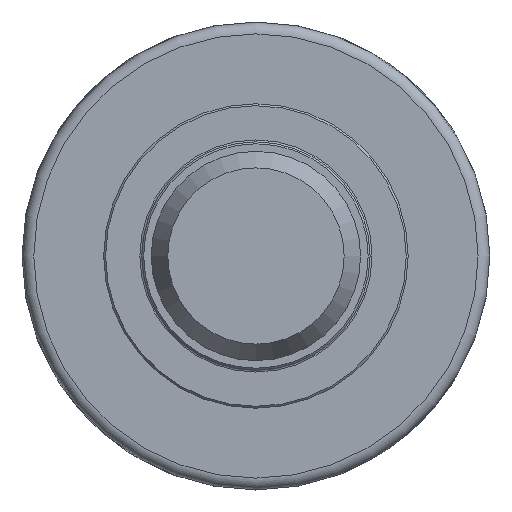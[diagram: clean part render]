
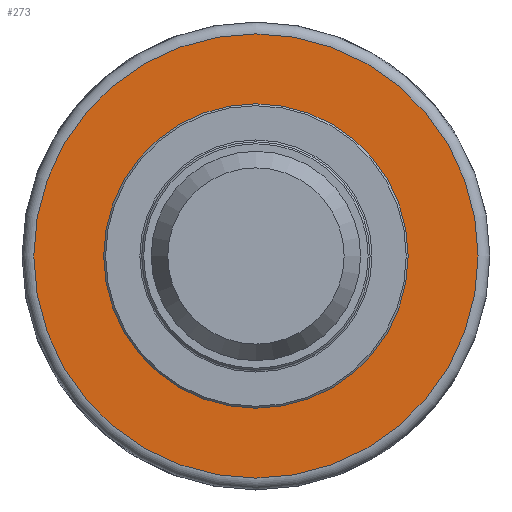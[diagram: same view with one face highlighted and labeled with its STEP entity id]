
A CAD part, left-side view. The second image highlights one B-rep face of the part: STEP entity #273.
In plain terms, the highlighted planar face has unit normal (-1, 0, 0).
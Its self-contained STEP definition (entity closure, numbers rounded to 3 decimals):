
#221=CARTESIAN_POINT('',(30.4,53.039,0.));
#222=DIRECTION('',(-1.0,0.0,0.0));
#223=DIRECTION('',(0.0,0.0,1.0));
#224=AXIS2_PLACEMENT_3D('',#221,#222,#223);
#225=PLANE('',#224);
#226=CARTESIAN_POINT('',(30.4,58.38,0.));
#227=VERTEX_POINT('',#226);
#228=CARTESIAN_POINT('',(30.4,0.,0.));
#229=DIRECTION('',(1.0,0.0,0.0));
#230=DIRECTION('',(0.0,-1.0,0.0));
#231=AXIS2_PLACEMENT_3D('',#228,#229,#230);
#232=CIRCLE('',#231,58.38);
#233=EDGE_CURVE('',#227,#227,#232,.T.);
#234=ORIENTED_EDGE('',*,*,#233,.F.);
#235=EDGE_LOOP('',(#234));
#236=FACE_OUTER_BOUND('',#235,.T.);
#237=CARTESIAN_POINT('',(30.4,0.9,-35.194));
#238=VERTEX_POINT('',#237);
#239=CARTESIAN_POINT('',(30.4,-0.9,-35.194));
#240=VERTEX_POINT('',#239);
#241=CARTESIAN_POINT('',(30.4,0.,-33.143));
#242=DIRECTION('',(1.0,0.0,0.0));
#243=DIRECTION('',(0.0,0.0,1.0));
#244=AXIS2_PLACEMENT_3D('',#241,#242,#243);
#245=ELLIPSE('',#244,2.565,1.5);
#246=EDGE_CURVE('',#238,#240,#245,.T.);
#247=ORIENTED_EDGE('',*,*,#246,.F.);
#248=CARTESIAN_POINT('',(30.4,0.9,-35.53));
#249=VERTEX_POINT('',#248);
#250=CARTESIAN_POINT('',(30.4,0.9,-35.53));
#251=DIRECTION('',(0.0,0.0,1.0));
#252=VECTOR('',#251,0.336);
#253=LINE('',#250,#252);
#254=EDGE_CURVE('',#249,#238,#253,.T.);
#255=ORIENTED_EDGE('',*,*,#254,.F.);
#256=CARTESIAN_POINT('',(30.4,-0.9,-35.53));
#257=VERTEX_POINT('',#256);
#258=CARTESIAN_POINT('',(30.4,0.,0.));
#259=DIRECTION('',(-1.0,0.0,0.0));
#260=DIRECTION('',(0.0,0.0,-1.0));
#261=AXIS2_PLACEMENT_3D('',#258,#259,#260);
#262=CIRCLE('',#261,35.542);
#263=EDGE_CURVE('',#257,#249,#262,.T.);
#264=ORIENTED_EDGE('',*,*,#263,.F.);
#265=CARTESIAN_POINT('',(30.4,-0.9,-35.194));
#266=DIRECTION('',(0.0,0.0,-1.0));
#267=VECTOR('',#266,0.336);
#268=LINE('',#265,#267);
#269=EDGE_CURVE('',#240,#257,#268,.T.);
#270=ORIENTED_EDGE('',*,*,#269,.F.);
#271=EDGE_LOOP('',(#247,#255,#264,#270));
#272=FACE_BOUND('',#271,.T.);
#273=ADVANCED_FACE('',(#236,#272),#225,.T.);
